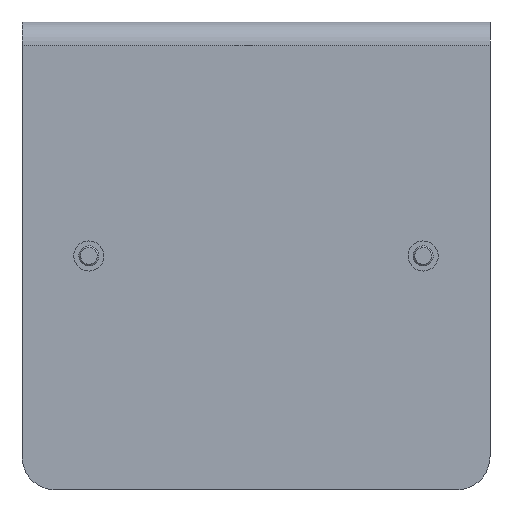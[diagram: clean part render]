
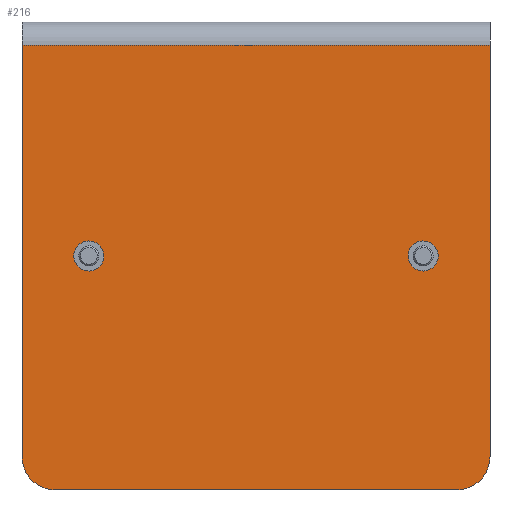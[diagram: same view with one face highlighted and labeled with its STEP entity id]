
A CAD part, top view. The second image highlights one B-rep face of the part: STEP entity #216.
In plain terms, the highlighted planar face has unit normal (0, 0, 1).
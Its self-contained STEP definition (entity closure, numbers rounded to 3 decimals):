
#93=AXIS2_PLACEMENT_3D('Circle Axis2P3D',#91,#92,$) ;
#174=AXIS2_PLACEMENT_3D('Circle Axis2P3D',#172,#173,$) ;
#194=AXIS2_PLACEMENT_3D('Plane Axis2P3D',#191,#192,#193) ;
#50=CARTESIAN_POINT('Vertex',(65.,0.,20.)) ;
#53=CARTESIAN_POINT('Line Origine',(35.,0.,20.)) ;
#57=CARTESIAN_POINT('Vertex',(5.,0.,20.)) ;
#88=CARTESIAN_POINT('Vertex',(70.,5.,20.)) ;
#91=CARTESIAN_POINT('Axis2P3D Location',(65.,5.,20.)) ;
#114=CARTESIAN_POINT('Vertex',(70.,66.5,20.)) ;
#117=CARTESIAN_POINT('Line Origine',(70.,35.75,20.)) ;
#172=CARTESIAN_POINT('Axis2P3D Location',(5.,5.,20.)) ;
#176=CARTESIAN_POINT('Vertex',(0.,5.,20.)) ;
#191=CARTESIAN_POINT('Axis2P3D Location',(35.,35.,20.)) ;
#196=CARTESIAN_POINT('Line Origine',(35.,66.5,20.)) ;
#200=CARTESIAN_POINT('Vertex',(0.,66.5,20.)) ;
#203=CARTESIAN_POINT('Line Origine',(0.,35.,20.)) ;
#54=DIRECTION('Vector Direction',(1.,0.,0.)) ;
#92=DIRECTION('Axis2P3D Direction',(0.,0.,1.)) ;
#118=DIRECTION('Vector Direction',(0.,1.,0.)) ;
#173=DIRECTION('Axis2P3D Direction',(0.,0.,1.)) ;
#192=DIRECTION('Axis2P3D Direction',(0.,0.,1.)) ;
#193=DIRECTION('Axis2P3D XDirection',(1.,0.,0.)) ;
#197=DIRECTION('Vector Direction',(1.,0.,0.)) ;
#204=DIRECTION('Vector Direction',(0.,1.,0.)) ;
#55=VECTOR('Line Direction',#54,1.) ;
#119=VECTOR('Line Direction',#118,1.) ;
#198=VECTOR('Line Direction',#197,1.) ;
#205=VECTOR('Line Direction',#204,1.) ;
#209=ORIENTED_EDGE('',*,*,#202,.F.) ;
#210=ORIENTED_EDGE('',*,*,#207,.T.) ;
#211=ORIENTED_EDGE('',*,*,#178,.T.) ;
#212=ORIENTED_EDGE('',*,*,#59,.T.) ;
#213=ORIENTED_EDGE('',*,*,#95,.T.) ;
#214=ORIENTED_EDGE('',*,*,#121,.T.) ;
#216=ADVANCED_FACE('TPSDHA_KTB_S4_70x70.1\\Koerper.2',(#215),#195,.T.) ;
#94=CIRCLE('generated circle',#93,5.) ;
#175=CIRCLE('generated circle',#174,5.) ;
#59=EDGE_CURVE('',#58,#51,#56,.T.) ;
#95=EDGE_CURVE('',#51,#89,#94,.T.) ;
#121=EDGE_CURVE('',#89,#115,#120,.T.) ;
#178=EDGE_CURVE('',#177,#58,#175,.T.) ;
#202=EDGE_CURVE('',#201,#115,#199,.T.) ;
#207=EDGE_CURVE('',#201,#177,#206,.F.) ;
#208=EDGE_LOOP('',(#209,#210,#211,#212,#213,#214)) ;
#215=FACE_OUTER_BOUND('',#208,.T.) ;
#56=LINE('Line',#53,#55) ;
#120=LINE('Line',#117,#119) ;
#199=LINE('Line',#196,#198) ;
#206=LINE('Line',#203,#205) ;
#195=PLANE('',#194) ;
#51=VERTEX_POINT('',#50) ;
#58=VERTEX_POINT('',#57) ;
#89=VERTEX_POINT('',#88) ;
#115=VERTEX_POINT('',#114) ;
#177=VERTEX_POINT('',#176) ;
#201=VERTEX_POINT('',#200) ;
